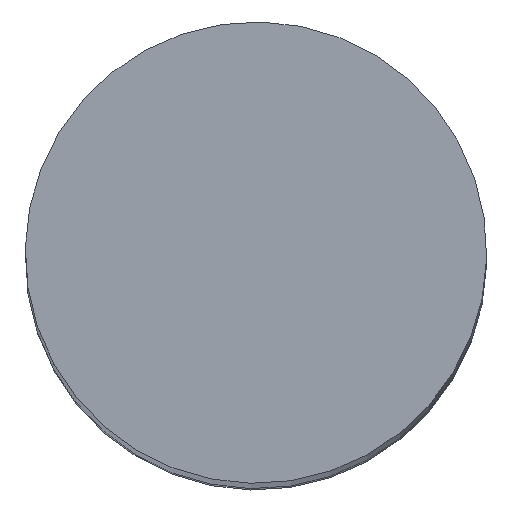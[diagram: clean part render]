
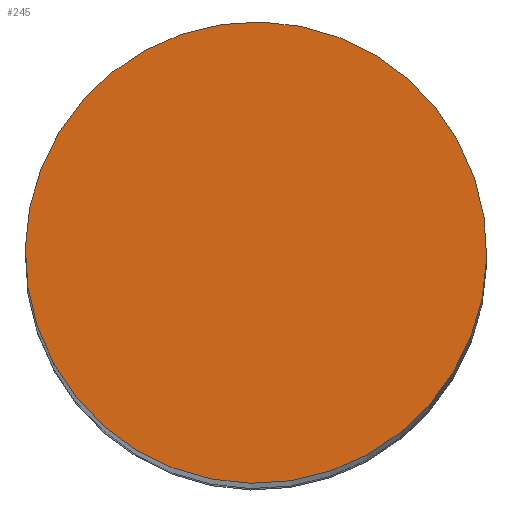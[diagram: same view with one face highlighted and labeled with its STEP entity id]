
A CAD part, top view. The second image highlights one B-rep face of the part: STEP entity #245.
In plain terms, the highlighted planar face has unit normal (0, 0, 1).
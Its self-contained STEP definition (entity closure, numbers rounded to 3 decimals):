
#98=CARTESIAN_POINT('',(0.,0.,90.));
#99=DIRECTION('',(0.,0.,1.));
#100=DIRECTION('',(0.878,0.479,0.));
#101=AXIS2_PLACEMENT_3D('',#98,#99,#100);
#106=CARTESIAN_POINT('',(0.,0.,90.));
#107=DIRECTION('',(0.,0.,1.));
#108=DIRECTION('',(-0.878,-0.479,0.));
#109=AXIS2_PLACEMENT_3D('',#106,#107,#108);
#214=CARTESIAN_POINT('',(4.388,2.397,90.));
#215=CARTESIAN_POINT('',(-4.388,-2.397,90.));
#216=VERTEX_POINT('',#214);
#217=VERTEX_POINT('',#215);
#234=CARTESIAN_POINT('',(-3.875,0.,90.));
#235=DIRECTION('',(0.,0.,1.));
#236=DIRECTION('',(1.,0.,0.));
#237=AXIS2_PLACEMENT_3D('',#234,#235,#236);
#238=PLANE('',#237);
#240=ORIENTED_EDGE('',*,*,#239,.F.);
#242=ORIENTED_EDGE('',*,*,#241,.F.);
#243=EDGE_LOOP('',(#240,#242));
#244=FACE_OUTER_BOUND('',#243,.F.);
#245=ADVANCED_FACE('',(#244),#238,.T.);
#102=CIRCLE('',#101,5.);
#110=CIRCLE('',#109,5.);
#239=EDGE_CURVE('',#216,#217,#102,.T.);
#241=EDGE_CURVE('',#217,#216,#110,.T.);
